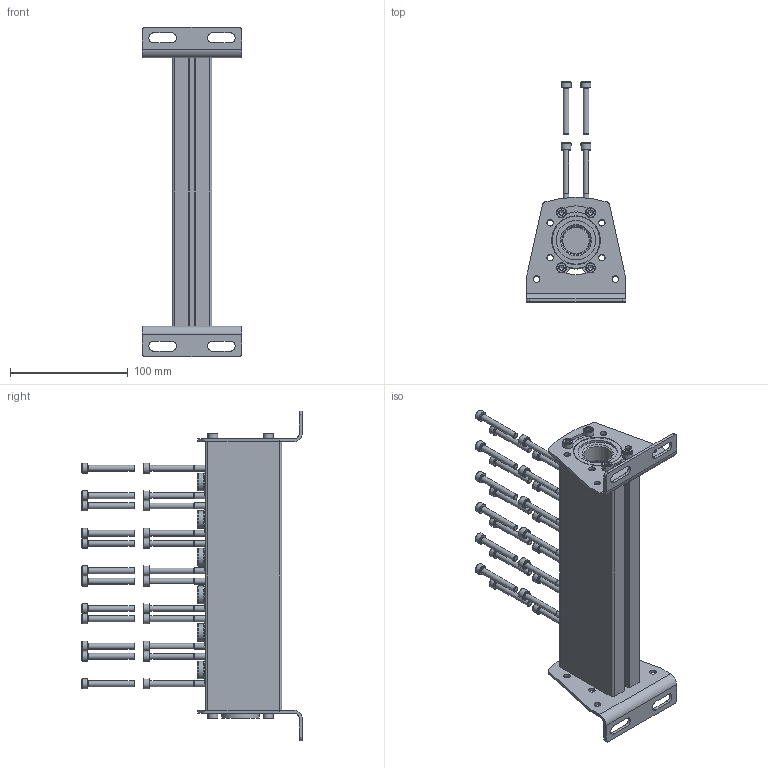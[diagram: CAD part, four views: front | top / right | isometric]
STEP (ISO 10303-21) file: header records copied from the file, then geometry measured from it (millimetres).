
FILE_DESCRIPTION(/* description */ ('STEP AP214'),/* implementation_level */ '2;1');
FILE_NAME(/* name */ '8026342_VABM-B10-30-G34-6-P53',/* time_stamp */ '2024-09-15T23:19:52+02:00',/* author */ ('License CC BY-ND 4.0'),/* organization */ ('CADENAS'),/* preprocessor_version */ 'ST-DEVELOPER v19.3',/* originating_system */ 'PARTsolutions',/* authorisation */ ' ');
FILE_SCHEMA (('AUTOMOTIVE_DESIGN {1 0 10303 214 3 1 1}'));
Length unit declared in the file: millimetre
Products named in the file (8): 8026342 VABM-B10-30-G34-6-P53; 8026342 VABM-B10-30-G34-6-P53---(M); 1654919 VUVS-G38---(S); 2191444 F-M5x60-10.9; 3572 B-3/4---(Plug); DIN-912 - M5x40(F); 1641438 VAME-B10-30-A---(V); DIN-912 - M5x12(F)
Assembly tree (42 placements, depth 2):
  8026342 VABM-B10-30-G34-6-P53
    8026342 VABM-B10-30-G34-6-P53---(M)
    1654919 VUVS-G38---(S)  x6
    2191444 F-M5x60-10.9  x12
    3572 B-3/4---(Plug)
    DIN-912 - M5x40(F)  x12
    1641438 VAME-B10-30-A---(V)  x2
    DIN-912 - M5x12(F)  x8
Bounding box: 85 x 187.5 x 280 mm (x, y, z)
Volume: 443363.9 mm3; surface area: 151389.5 mm2
Topology: 42 solids, 42 shells, 1329 faces, 2921 edges, 1738 vertices
Faces by surface type: plane 658, cone 345, cylinder 297, torus 29
Full cylindrical faces by diameter (mm): 4.134 x21, 4.75 x12, 5 x33, 5.5 x12, 8.5 x32, 9 x6, 12 x6, 15.1 x6, 18.1 x6, 22.5 x6, 22.8 x1, 24.117 x2, 26.441 x1, 28.8 x1, 32 x2, 33.5 x2, 41 x2
Entity records: 8569 total; most frequent: CARTESIAN_POINT 1544, DIRECTION 1512, ORIENTED_EDGE 1114, AXIS2_PLACEMENT_3D 637, EDGE_CURVE 557, FACE_BOUND 510, EDGE_LOOP 486, VERTEX_POINT 433
